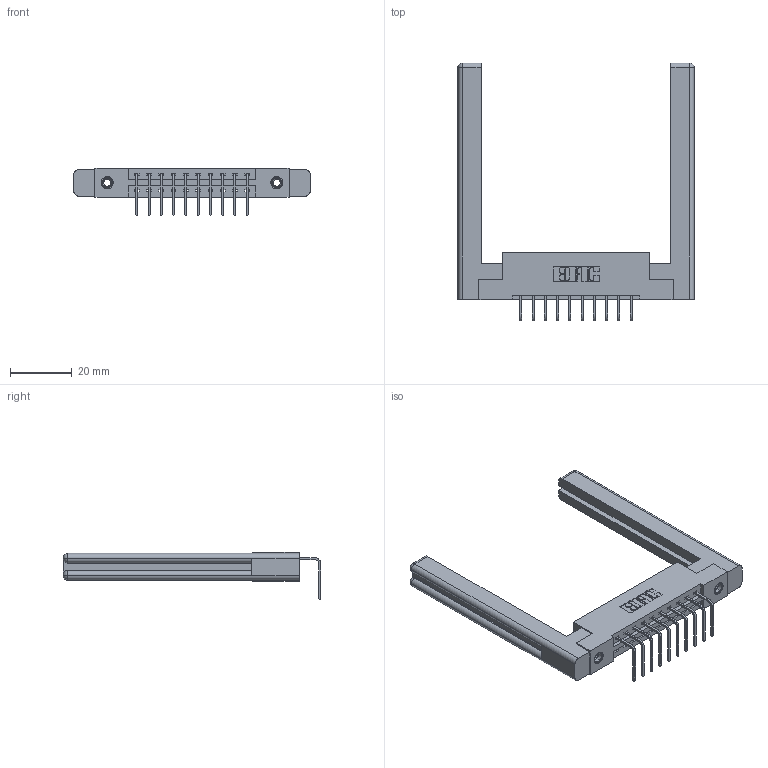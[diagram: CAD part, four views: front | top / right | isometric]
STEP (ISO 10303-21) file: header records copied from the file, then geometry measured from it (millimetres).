
FILE_DESCRIPTION (( 'STEP AP203' ), '1' );
FILE_NAME ('387-010-558-158.STEP', '2019-10-07T16:14:51', ( '' ), ( '' ), 'SwSTEP 2.0', 'SolidWorks 2016', '' );
FILE_SCHEMA (( 'CONFIG_CONTROL_DESIGN' ));
Length unit declared in the file: inch
Products named in the file (5): 387-010-558-158; 345-292-001_558 Tail - 2; 345-250-001_345-250-001-102; 337 Part_Flush Mounting Lugs - 0.156 Dia-TI; 307-220-058
Assembly tree (15 placements, depth 2):
  387-010-558-158
    337 Part_Flush Mounting Lugs - 0.156 Dia-TI
    345-292-001_558 Tail - 2  x10
    345-250-001_345-250-001-102  x2
    307-220-058  x2
Bounding box: 76.25 x 83.25 x 15.37 mm (x, y, z)
Volume: 14720 mm3; surface area: 13050.1 mm2
Topology: 15 solids, 15 shells, 896 faces, 2605 edges, 1710 vertices
Faces by surface type: plane 634, cylinder 238, cone 12, torus 12
Entity records: 14290 total; most frequent: CARTESIAN_POINT 2487, ORIENTED_EDGE 2372, DIRECTION 2178, EDGE_CURVE 1186, LINE 1010, VECTOR 1010, VERTEX_POINT 782, AXIS2_PLACEMENT_3D 584
